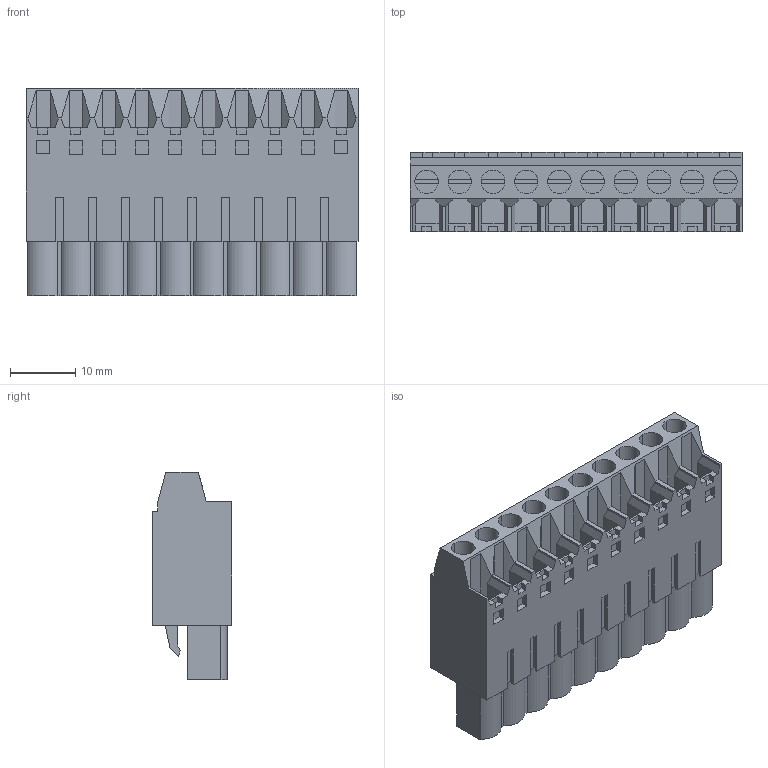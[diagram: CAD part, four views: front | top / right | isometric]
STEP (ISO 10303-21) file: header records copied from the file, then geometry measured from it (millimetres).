
FILE_DESCRIPTION(('CATIA V5 STEP Exchange','CAx-IF Rec.Pracs.--- Model Styling and Organization---1.2---2011-12-15'),'2;1');
FILE_NAME ('D1452489_0_1500360000_1500360000.stp','2017-06-21T13:00:27+00:00',('none'),('Weidmueller'),'CATIA Version 5-6 Release 2014','CATIA V5 STEP AP214','none');
FILE_SCHEMA(('AUTOMOTIVE_DESIGN { 1 0 10303 214 1 1 1 1 }'));
Length unit declared in the file: millimetre
Products named in the file (1): 1500360000
Bounding box: 50.8 x 12.2 x 31.8 mm (x, y, z)
Volume: 12954.6 mm3; surface area: 8089 mm2
Topology: 11 solids, 11 shells, 752 faces, 2097 edges, 1410 vertices
Faces by surface type: plane 682, cylinder 70
Entity records: 21995 total; most frequent: ORIENTED_EDGE 4194, CARTESIAN_POINT 3935, DIRECTION 2927, EDGE_CURVE 2097, VECTOR 1909, LINE 1909, VERTEX_POINT 1410, EDGE_LOOP 795
